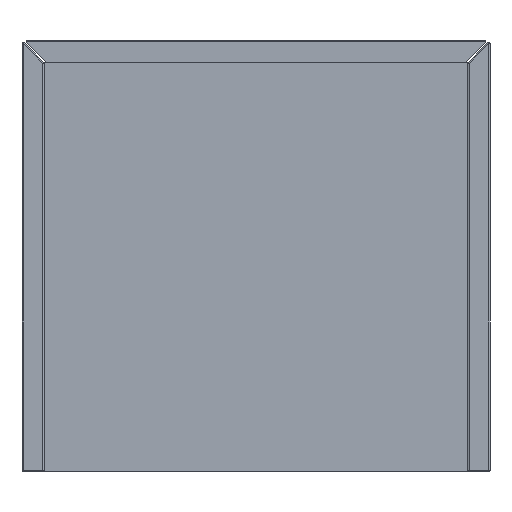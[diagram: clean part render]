
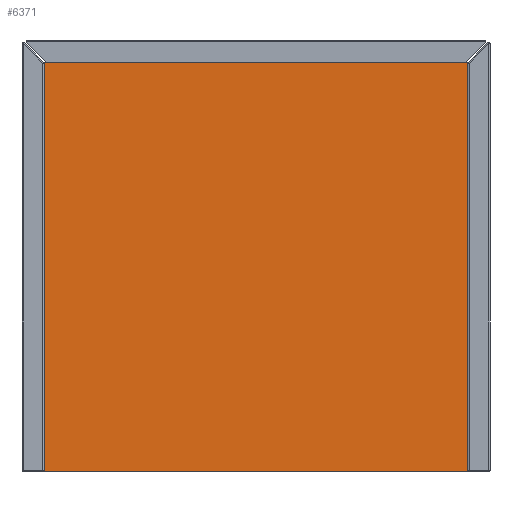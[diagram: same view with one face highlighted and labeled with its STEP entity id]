
A CAD part, front view. The second image highlights one B-rep face of the part: STEP entity #6371.
In plain terms, the highlighted planar face has unit normal (0, -1, 0).
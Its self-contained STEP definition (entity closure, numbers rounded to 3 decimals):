
#200 = VERTEX_POINT ( 'NONE', #1760 ) ;
#456 = DIRECTION ( 'NONE',  ( 0., -1., 0. ) ) ;
#466 = CARTESIAN_POINT ( 'NONE',  ( -172., 0., 176. ) ) ;
#661 = ORIENTED_EDGE ( 'NONE', *, *, #4325, .F. ) ;
#916 = CARTESIAN_POINT ( 'NONE',  ( -172., 0., 156. ) ) ;
#1056 = PLANE ( 'NONE',  #3022 ) ;
#1400 = CARTESIAN_POINT ( 'NONE',  ( 172., 0., -176. ) ) ;
#1424 = VERTEX_POINT ( 'NONE', #1400 ) ;
#1481 = ORIENTED_EDGE ( 'NONE', *, *, #3333, .F. ) ;
#1554 = VECTOR ( 'NONE', #5030, 1000. ) ;
#1590 = CARTESIAN_POINT ( 'NONE',  ( -172., 0., -176. ) ) ;
#1760 = CARTESIAN_POINT ( 'NONE',  ( -172., 0., -176. ) ) ;
#1856 = CARTESIAN_POINT ( 'NONE',  ( -172., 0., 156. ) ) ;
#2154 = LINE ( 'NONE', #1590, #6134 ) ;
#2613 = LINE ( 'NONE', #916, #3376 ) ;
#2740 = EDGE_CURVE ( 'NONE', #3392, #7288, #2613, .T. ) ;
#2884 = EDGE_CURVE ( 'NONE', #200, #3392, #4540, .T. ) ;
#2910 = DIRECTION ( 'NONE',  ( 0., 0., -1. ) ) ;
#2916 = VECTOR ( 'NONE', #4559, 1000. ) ;
#3022 = AXIS2_PLACEMENT_3D ( 'NONE', #7405, #456, #2910 ) ;
#3082 = ORIENTED_EDGE ( 'NONE', *, *, #2740, .F. ) ;
#3333 = EDGE_CURVE ( 'NONE', #1424, #200, #2154, .T. ) ;
#3376 = VECTOR ( 'NONE', #7300, 1000. ) ;
#3392 = VERTEX_POINT ( 'NONE', #1856 ) ;
#3856 = DIRECTION ( 'NONE',  ( -1., 0., 0. ) ) ;
#4325 = EDGE_CURVE ( 'NONE', #7288, #1424, #7399, .T. ) ;
#4488 = CARTESIAN_POINT ( 'NONE',  ( 172., 0., 176. ) ) ;
#4540 = LINE ( 'NONE', #466, #1554 ) ;
#4559 = DIRECTION ( 'NONE',  ( 0., 0., -1. ) ) ;
#4922 = EDGE_LOOP ( 'NONE', ( #661, #3082, #7006, #1481 ) ) ;
#5030 = DIRECTION ( 'NONE',  ( 0., 0., 1. ) ) ;
#6134 = VECTOR ( 'NONE', #3856, 1000. ) ;
#6287 = CARTESIAN_POINT ( 'NONE',  ( 172., 0., 156. ) ) ;
#6371 = ADVANCED_FACE ( 'NONE', ( #7327 ), #1056, .T. ) ;
#7006 = ORIENTED_EDGE ( 'NONE', *, *, #2884, .F. ) ;
#7288 = VERTEX_POINT ( 'NONE', #6287 ) ;
#7300 = DIRECTION ( 'NONE',  ( 1., 0., 0. ) ) ;
#7327 = FACE_OUTER_BOUND ( 'NONE', #4922, .T. ) ;
#7399 = LINE ( 'NONE', #4488, #2916 ) ;
#7405 = CARTESIAN_POINT ( 'NONE',  ( 0., 0., 0. ) ) ;
